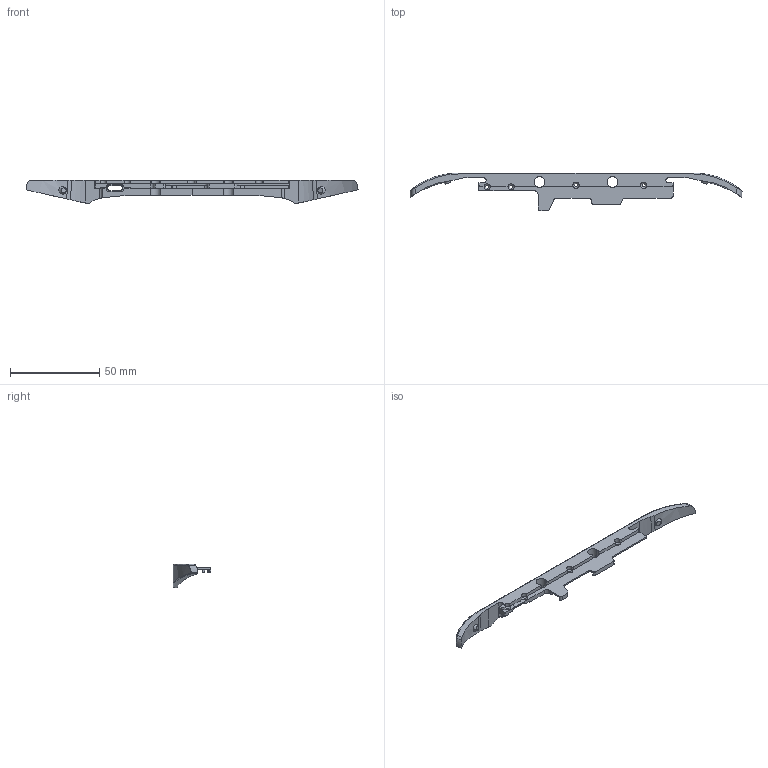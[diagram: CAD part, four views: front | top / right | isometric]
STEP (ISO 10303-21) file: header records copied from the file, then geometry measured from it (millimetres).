
FILE_DESCRIPTION (( 'STEP AP203' ), '1' );
FILE_NAME ('R1-L1 Bar REF2010.STEP', '2025-11-29T16:59:49', ( '' ), ( '' ), 'SwSTEP 2.0', 'SolidWorks 2025', '' );
FILE_SCHEMA (( 'CONFIG_CONTROL_DESIGN' ));
Length unit declared in the file: millimetre
Products named in the file (1): R1-L1 Bar REF2010
Bounding box: 186.45 x 21.25 x 13.3 mm (x, y, z)
Volume: 8429.7 mm3; surface area: 7327.3 mm2
Topology: 1 solids, 1 shells, 191 faces, 538 edges, 343 vertices
Faces by surface type: cylinder 77, plane 60, bspline 40, cone 12, sphere 2
Entity records: 8881 total; most frequent: CARTESIAN_POINT 4063, ORIENTED_EDGE 1076, DIRECTION 908, EDGE_CURVE 538, VERTEX_POINT 343, AXIS2_PLACEMENT_3D 330, LINE 248, VECTOR 248
